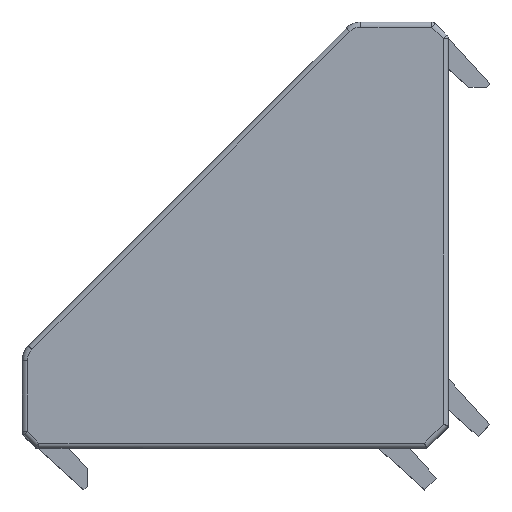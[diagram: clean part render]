
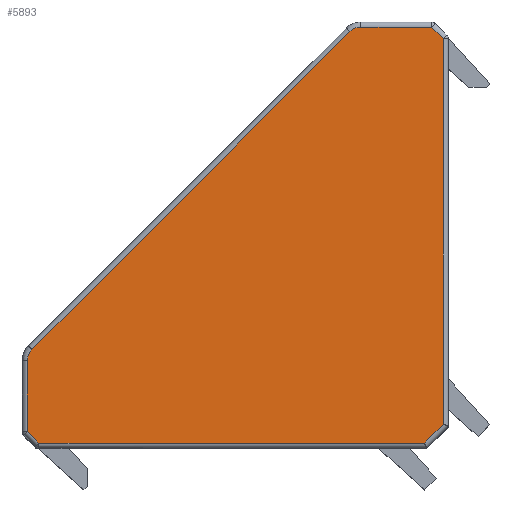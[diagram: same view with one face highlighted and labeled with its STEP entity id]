
A CAD part, top view. The second image highlights one B-rep face of the part: STEP entity #5893.
In plain terms, the highlighted planar face has unit normal (0, 0, 1).
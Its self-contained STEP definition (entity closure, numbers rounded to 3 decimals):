
#89 = VECTOR ( 'NONE', #1697, 1000. ) ;
#94 = LINE ( 'NONE', #4853, #4086 ) ;
#267 = DIRECTION ( 'NONE',  ( 1., 0., 0. ) ) ;
#361 = AXIS2_PLACEMENT_3D ( 'NONE', #4905, #1690, #5443 ) ;
#466 = EDGE_CURVE ( 'NONE', #6793, #1729, #2857, .T. ) ;
#626 = CARTESIAN_POINT ( 'NONE',  ( -0.5, 39.886, 21. ) ) ;
#668 = DIRECTION ( 'NONE',  ( 1., 0., 0. ) ) ;
#733 = LINE ( 'NONE', #3258, #4889 ) ;
#889 = AXIS2_PLACEMENT_3D ( 'NONE', #6722, #3528, #267 ) ;
#984 = CARTESIAN_POINT ( 'NONE',  ( -39.679, 0.5, 21. ) ) ;
#992 = CARTESIAN_POINT ( 'NONE',  ( -8.5, 40.8, 21. ) ) ;
#1069 = VERTEX_POINT ( 'NONE', #5887 ) ;
#1083 = ORIENTED_EDGE ( 'NONE', *, *, #3236, .T. ) ;
#1096 = ORIENTED_EDGE ( 'NONE', *, *, #2483, .T. ) ;
#1318 = VECTOR ( 'NONE', #1419, 1000. ) ;
#1419 = DIRECTION ( 'NONE',  ( -0.707, -0.707, 0. ) ) ;
#1452 = EDGE_CURVE ( 'NONE', #1729, #1069, #2979, .T. ) ;
#1481 = VERTEX_POINT ( 'NONE', #5474 ) ;
#1538 = ORIENTED_EDGE ( 'NONE', *, *, #3189, .T. ) ;
#1608 = VERTEX_POINT ( 'NONE', #5647 ) ;
#1641 = EDGE_CURVE ( 'NONE', #4401, #1608, #6178, .T. ) ;
#1690 = DIRECTION ( 'NONE',  ( 0., 0., 1. ) ) ;
#1697 = DIRECTION ( 'NONE',  ( 0., -1., 0. ) ) ;
#1699 = VECTOR ( 'NONE', #4417, 1000. ) ;
#1729 = VERTEX_POINT ( 'NONE', #2523 ) ;
#1896 = AXIS2_PLACEMENT_3D ( 'NONE', #3370, #3920, #668 ) ;
#1906 = ORIENTED_EDGE ( 'NONE', *, *, #2436, .T. ) ;
#2127 = VERTEX_POINT ( 'NONE', #4555 ) ;
#2162 = ORIENTED_EDGE ( 'NONE', *, *, #5110, .T. ) ;
#2436 = EDGE_CURVE ( 'NONE', #4668, #3279, #4511, .T. ) ;
#2454 = CARTESIAN_POINT ( 'NONE',  ( -2.121, 0.5, 21. ) ) ;
#2479 = LINE ( 'NONE', #992, #5513 ) ;
#2483 = EDGE_CURVE ( 'NONE', #3279, #6793, #4169, .T. ) ;
#2523 = CARTESIAN_POINT ( 'NONE',  ( -40.8, 8.5, 21. ) ) ;
#2560 = CARTESIAN_POINT ( 'NONE',  ( -40.361, 9.561, 21. ) ) ;
#2623 = ORIENTED_EDGE ( 'NONE', *, *, #2740, .T. ) ;
#2740 = EDGE_CURVE ( 'NONE', #1069, #4401, #94, .T. ) ;
#2857 = CIRCLE ( 'NONE', #361, 1.5 ) ;
#2930 = LINE ( 'NONE', #626, #1699 ) ;
#2931 = ORIENTED_EDGE ( 'NONE', *, *, #466, .T. ) ;
#2979 = LINE ( 'NONE', #6485, #89 ) ;
#2987 = DIRECTION ( 'NONE',  ( 1., 0., 0. ) ) ;
#3004 = CARTESIAN_POINT ( 'NONE',  ( -40.361, 9.561, 21. ) ) ;
#3189 = EDGE_CURVE ( 'NONE', #5238, #2127, #4248, .T. ) ;
#3236 = EDGE_CURVE ( 'NONE', #2127, #4668, #2479, .T. ) ;
#3258 = CARTESIAN_POINT ( 'NONE',  ( -0.354, 2.475, 21. ) ) ;
#3279 = VERTEX_POINT ( 'NONE', #4870 ) ;
#3370 = CARTESIAN_POINT ( 'NONE',  ( -39.3, 8.5, 21. ) ) ;
#3472 = ORIENTED_EDGE ( 'NONE', *, *, #5049, .T. ) ;
#3528 = DIRECTION ( 'NONE',  ( 0., 0., 1. ) ) ;
#3771 = DIRECTION ( 'NONE',  ( 0.707, -0.707, 0. ) ) ;
#3776 = ORIENTED_EDGE ( 'NONE', *, *, #1452, .T. ) ;
#3920 = DIRECTION ( 'NONE',  ( 0., 0., 1. ) ) ;
#3994 = CARTESIAN_POINT ( 'NONE',  ( -0.5, 39.679, 21. ) ) ;
#4038 = EDGE_LOOP ( 'NONE', ( #1906, #1096, #2931, #3776, #2623, #4294, #3472, #2162, #1538, #1083 ) ) ;
#4086 = VECTOR ( 'NONE', #3771, 1000. ) ;
#4169 = LINE ( 'NONE', #3004, #1318 ) ;
#4174 = CARTESIAN_POINT ( 'NONE',  ( -1.768, 40.946, 21. ) ) ;
#4248 = LINE ( 'NONE', #4174, #6920 ) ;
#4294 = ORIENTED_EDGE ( 'NONE', *, *, #1641, .T. ) ;
#4401 = VERTEX_POINT ( 'NONE', #984 ) ;
#4417 = DIRECTION ( 'NONE',  ( 0., 1., 0. ) ) ;
#4511 = CIRCLE ( 'NONE', #889, 1.5 ) ;
#4555 = CARTESIAN_POINT ( 'NONE',  ( -1.621, 40.8, 21. ) ) ;
#4668 = VERTEX_POINT ( 'NONE', #5047 ) ;
#4724 = DIRECTION ( 'NONE',  ( -0.707, 0.707, 0. ) ) ;
#4773 = VECTOR ( 'NONE', #2987, 1000. ) ;
#4853 = CARTESIAN_POINT ( 'NONE',  ( -39.532, 0.354, 21. ) ) ;
#4870 = CARTESIAN_POINT ( 'NONE',  ( -9.561, 40.361, 21. ) ) ;
#4889 = VECTOR ( 'NONE', #6467, 1000. ) ;
#4905 = CARTESIAN_POINT ( 'NONE',  ( -39.3, 8.5, 21. ) ) ;
#4986 = PLANE ( 'NONE',  #1896 ) ;
#5047 = CARTESIAN_POINT ( 'NONE',  ( -8.5, 40.8, 21. ) ) ;
#5049 = EDGE_CURVE ( 'NONE', #1608, #1481, #733, .T. ) ;
#5110 = EDGE_CURVE ( 'NONE', #1481, #5238, #2930, .T. ) ;
#5238 = VERTEX_POINT ( 'NONE', #3994 ) ;
#5443 = DIRECTION ( 'NONE',  ( 1., 0., 0. ) ) ;
#5474 = CARTESIAN_POINT ( 'NONE',  ( -0.5, 2.328, 21. ) ) ;
#5513 = VECTOR ( 'NONE', #6883, 1000. ) ;
#5647 = CARTESIAN_POINT ( 'NONE',  ( -2.328, 0.5, 21. ) ) ;
#5701 = FACE_OUTER_BOUND ( 'NONE', #4038, .T. ) ;
#5887 = CARTESIAN_POINT ( 'NONE',  ( -40.8, 1.621, 21. ) ) ;
#5893 = ADVANCED_FACE ( 'NONE', ( #5701 ), #4986, .T. ) ;
#6178 = LINE ( 'NONE', #2454, #4773 ) ;
#6467 = DIRECTION ( 'NONE',  ( 0.707, 0.707, 0. ) ) ;
#6485 = CARTESIAN_POINT ( 'NONE',  ( -40.8, 1.414, 21. ) ) ;
#6722 = CARTESIAN_POINT ( 'NONE',  ( -8.5, 39.3, 21. ) ) ;
#6793 = VERTEX_POINT ( 'NONE', #2560 ) ;
#6883 = DIRECTION ( 'NONE',  ( -1., 0., 0. ) ) ;
#6920 = VECTOR ( 'NONE', #4724, 1000. ) ;
